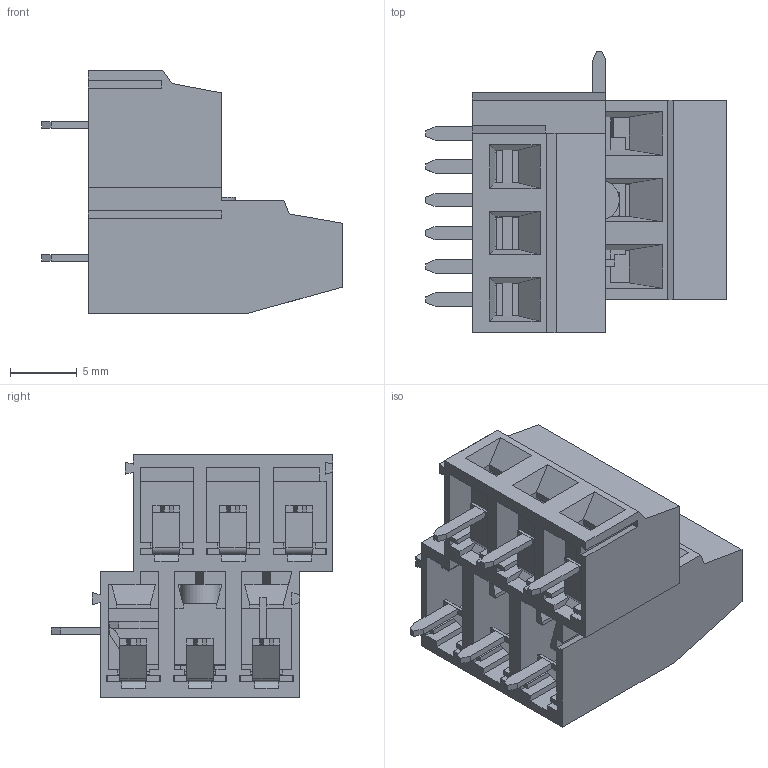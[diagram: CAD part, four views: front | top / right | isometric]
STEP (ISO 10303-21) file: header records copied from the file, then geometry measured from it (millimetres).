
FILE_DESCRIPTION( ( 'Unknown' ), '1' );
FILE_NAME( '691231710006.stp', 'Unknown', ( 'Unknown' ), ( 'Unknown' ), 'PSStep 14.0', 'Unknown', ' ' );
FILE_SCHEMA( ( 'AUTOMOTIVE_DESIGN { 1 0 10303 214 1 1 1 1 }' ) );
Length unit declared in the file: millimetre
Products named in the file (6): Assem1; MASS; PIN_large; VIS; PIN_small; 691231710006
Bounding box: 22.6 x 21.2 x 18.3 mm (x, y, z)
Volume: 3959.3 mm3; surface area: 9884.5 mm2
Topology: 24 solids, 24 shells, 993 faces, 2683 edges, 1748 vertices
Faces by surface type: plane 828, cylinder 165
Full cylindrical faces by diameter (mm): 3 x26, 3.7 x19
Entity records: 15104 total; most frequent: CARTESIAN_POINT 2114, ORIENTED_EDGE 2064, DIRECTION 1962, EDGE_CURVE 1032, LINE 902, VECTOR 902, VERTEX_POINT 682, AXIS2_PLACEMENT_3D 530
